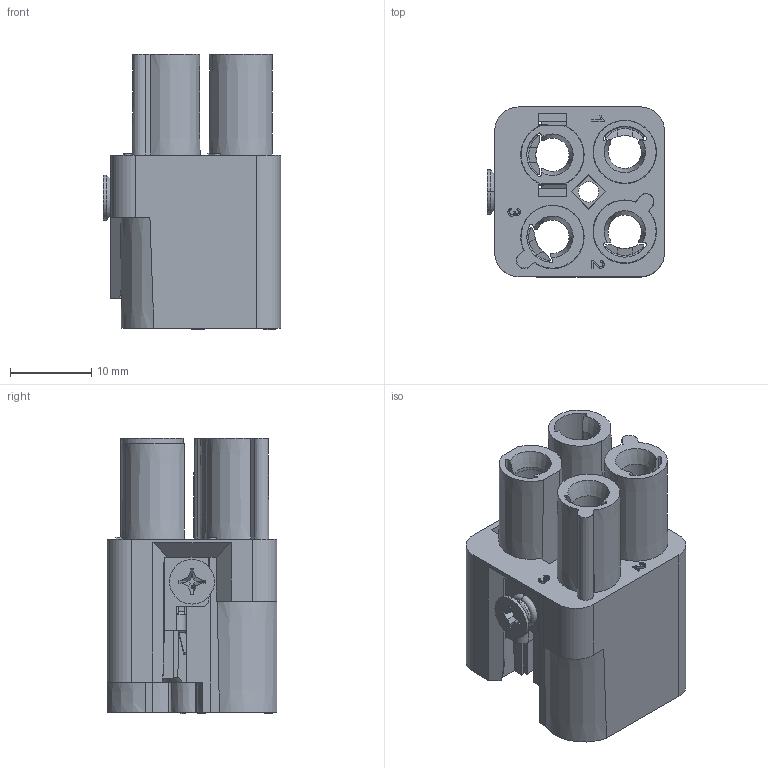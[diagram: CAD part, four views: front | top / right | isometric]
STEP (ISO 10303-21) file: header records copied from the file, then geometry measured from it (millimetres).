
FILE_DESCRIPTION(/* description */ (''),/* implementation_level */ '2;1');
FILE_NAME(/* name */ '3D_1300030200002_HQ-003_0-FC_V1.0_stp.stp',/* time_stamp */ '2024-01-20T14:40:33+08:00',/* author */ (''),/* organization */ (''),/* preprocessor_version */ 'ST-DEVELOPER v18.1',/* originating_system */ 'SIEMENS PLM Software NX 1980',/* authorisation */ '');
FILE_SCHEMA (('AUTOMOTIVE_DESIGN { 1 0 10303 214 3 1 1 1 }'));
Length unit declared in the file: millimetre
Products named in the file (1): ylga34E87DDAjbmg
Bounding box: 21.8 x 20.9 x 33.9 mm (x, y, z)
Volume: 5993.6 mm3; surface area: 7113.5 mm2
Topology: 1 solids, 2 shells, 397 faces, 1245 edges, 852 vertices
Faces by surface type: plane 236, cylinder 73, cone 46, torus 24, extrusion 18
Entity records: 15170 total; most frequent: CARTESIAN_POINT 4568, ORIENTED_EDGE 2490, DIRECTION 1854, EDGE_CURVE 1245, VERTEX_POINT 852, AXIS2_PLACEMENT_3D 634, VECTOR 586, LINE 568
